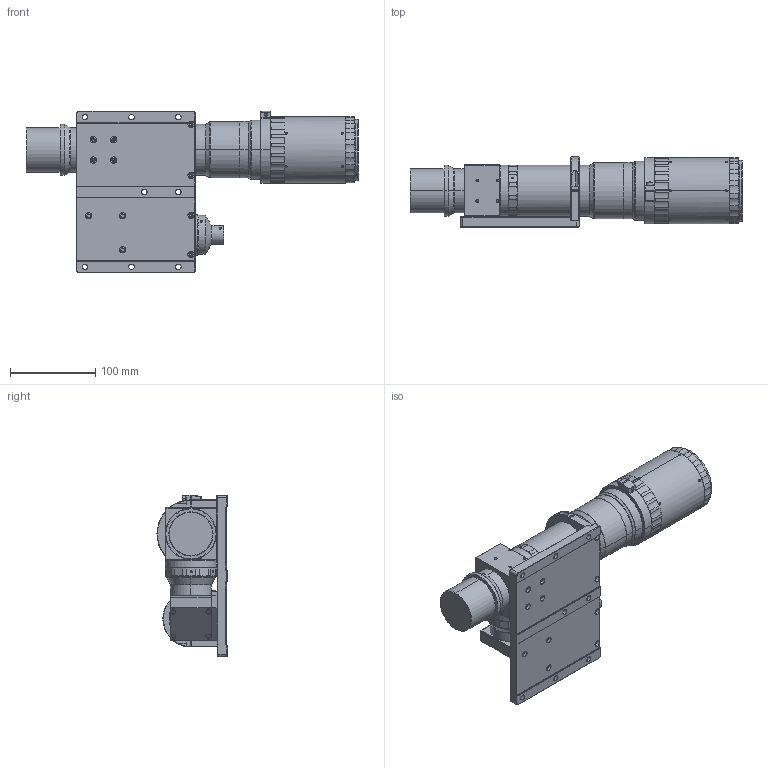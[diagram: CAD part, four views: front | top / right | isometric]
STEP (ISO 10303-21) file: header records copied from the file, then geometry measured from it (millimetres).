
FILE_DESCRIPTION (( 'STEP AP203' ), '1' );
FILE_NAME ('DTCA150M-8.9C-G-M72-19.5-AL(8).STEP', '2025-03-12T09:55:03', ( '' ), ( '' ), 'SwSTEP 2.0', 'SolidWorks 2017', '' );
FILE_SCHEMA (( 'CONFIG_CONTROL_DESIGN' ));
Length unit declared in the file: millimetre
Products named in the file (1): DTCA150M-8.9C-G-M72-19.5-AL(8)
Bounding box: 390.57 x 82.53 x 190 mm (x, y, z)
Volume: 2062599 mm3; surface area: 213946 mm2
Topology: 1 solids, 4 shells, 1343 faces, 3325 edges, 2022 vertices
Faces by surface type: cylinder 500, cone 408, plane 408, bspline 23, torus 4
Entity records: 42807 total; most frequent: CARTESIAN_POINT 10897, DIRECTION 6901, ORIENTED_EDGE 6570, EDGE_CURVE 3285, AXIS2_PLACEMENT_3D 2766, VERTEX_POINT 2022, EDGE_LOOP 1487, CIRCLE 1445
